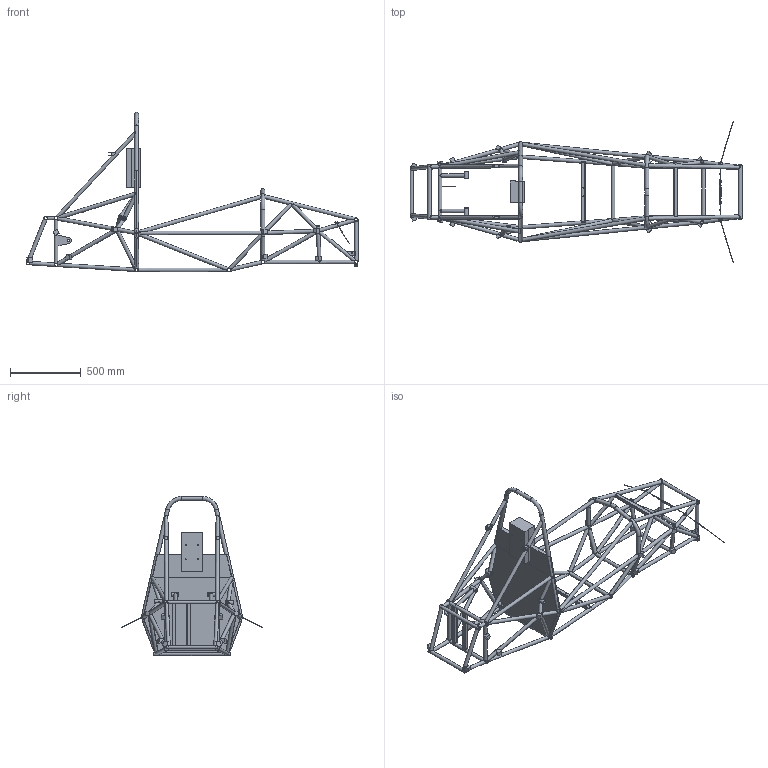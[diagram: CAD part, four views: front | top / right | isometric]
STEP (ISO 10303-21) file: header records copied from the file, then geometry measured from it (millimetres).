
FILE_DESCRIPTION(/* description */ ('CATIA V5 STEP Exchange'),/* implementation_level */ '2;1');
FILE_NAME(/* name */ 'Wire Lead.stp',/* time_stamp */ '2018-06-16T03:18:22+09:00',/* author */ ('KITformula'),/* organization */ ('none'),/* preprocessor_version */ 'ST-DEVELOPER v16.13',/* originating_system */ 'Autodesk Inventor 2018',/* authorisation */ 'none');
FILE_SCHEMA (('AUTOMOTIVE_DESIGN { 1 0 10303 214 3 1 1 }'));
Length unit declared in the file: millimetre
Products named in the file (7): 2018 zentai assembly; karikuni12a; Bracket; Bracket1; turn buckle; wire; wire_MIR
Assembly tree (6 placements, depth 2):
  2018 zentai assembly
    karikuni12a
    Bracket
    Bracket1
    turn buckle
    wire
    wire_MIR
Bounding box: 2350.4 x 1000.32 x 1127 mm (x, y, z)
Volume: 20456037.6 mm3; surface area: 6049385.2 mm2
Topology: 26 solids, 99 shells, 1242 faces, 3211 edges, 2096 vertices
Faces by surface type: cylinder 656, plane 490, torus 70, sphere 16, bspline 10
Full cylindrical faces by diameter (mm): 2.5 x10, 4.5 x2, 5 x8, 6 x6, 8 x4, 12.5 x5, 22.2 x27, 23 x41, 24 x9, 25.4 x75, 26.2 x4, 28.6 x13
Entity records: 44706 total; most frequent: CARTESIAN_POINT 16069, DIRECTION 6102, ORIENTED_EDGE 5528, EDGE_CURVE 2755, AXIS2_PLACEMENT_3D 2617, VERTEX_POINT 1900, EDGE_LOOP 1596, FACE_OUTER_BOUND 1236
